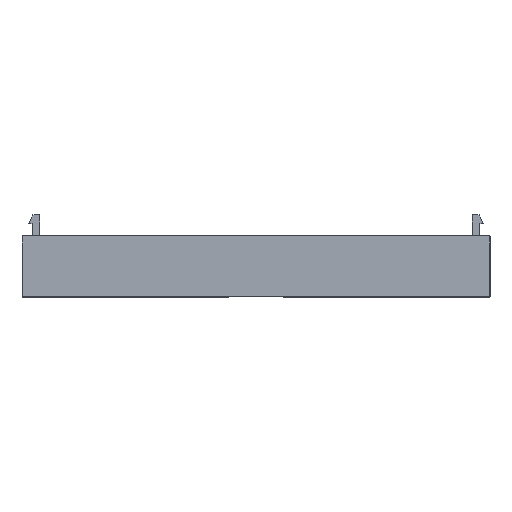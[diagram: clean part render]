
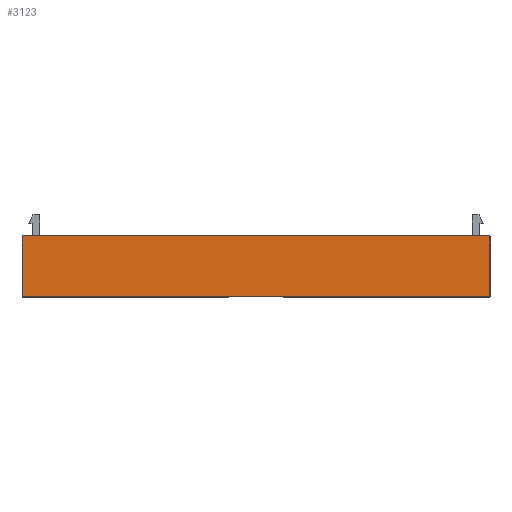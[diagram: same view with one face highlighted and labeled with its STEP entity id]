
A CAD part, top view. The second image highlights one B-rep face of the part: STEP entity #3123.
In plain terms, the highlighted planar face has unit normal (0, 0, 1).
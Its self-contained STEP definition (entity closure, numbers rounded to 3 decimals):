
#37 = DIRECTION ( 'NONE',  ( 0., -1., 0. ) ) ;
#137 = CARTESIAN_POINT ( 'NONE',  ( -53.5, 0., 43.85 ) ) ;
#148 = ORIENTED_EDGE ( 'NONE', *, *, #3211, .T. ) ;
#215 = EDGE_CURVE ( 'NONE', #746, #2256, #3035, .T. ) ;
#234 = LINE ( 'NONE', #2069, #558 ) ;
#369 = DIRECTION ( 'NONE',  ( 0., 0., -1. ) ) ;
#558 = VECTOR ( 'NONE', #37, 1000. ) ;
#698 = VECTOR ( 'NONE', #1123, 1000. ) ;
#702 = ORIENTED_EDGE ( 'NONE', *, *, #1634, .T. ) ;
#746 = VERTEX_POINT ( 'NONE', #1131 ) ;
#751 = VECTOR ( 'NONE', #2879, 1000. ) ;
#853 = ORIENTED_EDGE ( 'NONE', *, *, #2493, .F. ) ;
#1123 = DIRECTION ( 'NONE',  ( 1., 0., 0. ) ) ;
#1131 = CARTESIAN_POINT ( 'NONE',  ( -53.5, 13.85, 43.85 ) ) ;
#1252 = CARTESIAN_POINT ( 'NONE',  ( 53.5, 13.85, 43.85 ) ) ;
#1389 = DIRECTION ( 'NONE',  ( -1., 0., 0. ) ) ;
#1408 = LINE ( 'NONE', #2402, #1999 ) ;
#1517 = AXIS2_PLACEMENT_3D ( 'NONE', #1883, #369, #1389 ) ;
#1634 = EDGE_CURVE ( 'NONE', #2131, #3029, #2233, .T. ) ;
#1847 = PLANE ( 'NONE',  #1517 ) ;
#1851 = EDGE_LOOP ( 'NONE', ( #702, #853, #2618, #148 ) ) ;
#1883 = CARTESIAN_POINT ( 'NONE',  ( -53.5, 13.85, 43.85 ) ) ;
#1999 = VECTOR ( 'NONE', #3171, 1000. ) ;
#2069 = CARTESIAN_POINT ( 'NONE',  ( 53.5, 13.85, 43.85 ) ) ;
#2131 = VERTEX_POINT ( 'NONE', #2441 ) ;
#2233 = LINE ( 'NONE', #137, #751 ) ;
#2256 = VERTEX_POINT ( 'NONE', #1252 ) ;
#2402 = CARTESIAN_POINT ( 'NONE',  ( -53.5, 13.85, 43.85 ) ) ;
#2441 = CARTESIAN_POINT ( 'NONE',  ( -53.5, 0., 43.85 ) ) ;
#2472 = FACE_OUTER_BOUND ( 'NONE', #1851, .T. ) ;
#2493 = EDGE_CURVE ( 'NONE', #2256, #3029, #234, .T. ) ;
#2602 = CARTESIAN_POINT ( 'NONE',  ( -53.5, 13.85, 43.85 ) ) ;
#2618 = ORIENTED_EDGE ( 'NONE', *, *, #215, .F. ) ;
#2879 = DIRECTION ( 'NONE',  ( 1., 0., 0. ) ) ;
#3029 = VERTEX_POINT ( 'NONE', #3045 ) ;
#3035 = LINE ( 'NONE', #2602, #698 ) ;
#3045 = CARTESIAN_POINT ( 'NONE',  ( 53.5, 0., 43.85 ) ) ;
#3123 = ADVANCED_FACE ( 'NONE', ( #2472 ), #1847, .F. ) ;
#3171 = DIRECTION ( 'NONE',  ( 0., -1., 0. ) ) ;
#3211 = EDGE_CURVE ( 'NONE', #746, #2131, #1408, .T. ) ;
